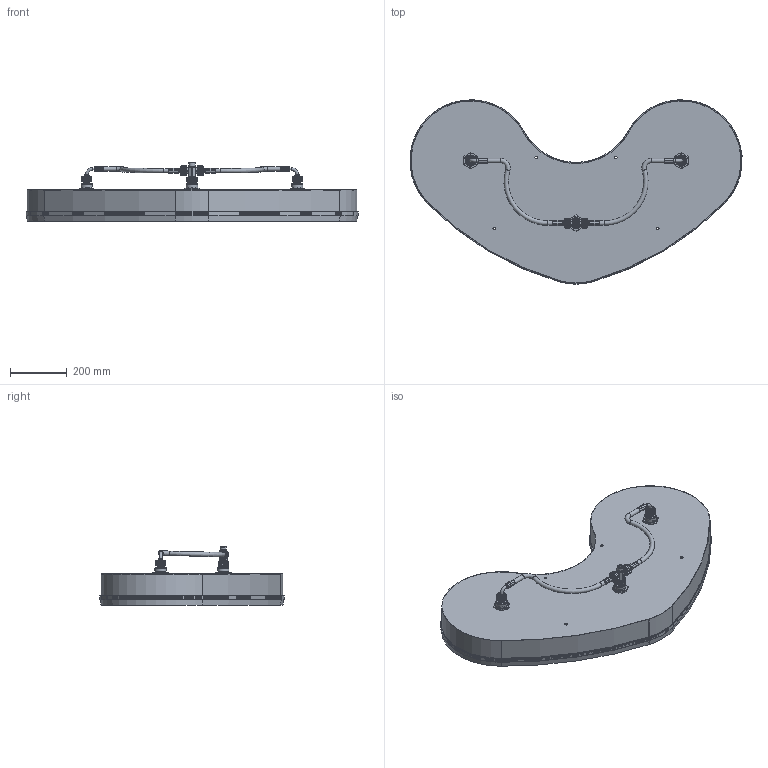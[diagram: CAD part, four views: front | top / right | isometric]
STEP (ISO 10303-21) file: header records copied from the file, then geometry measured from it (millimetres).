
FILE_DESCRIPTION(/* description */ ('Unknown'),/* implementation_level */ '2;1');
FILE_NAME(/* name */ 'Agrar 1200 Haube kpl.',/* time_stamp */ '2019-12-06T10:01:06+01:00',/* author */ ('Unknown'),/* organization */ ('Unknown'),/* preprocessor_version */ 'ST-DEVELOPER v16.7',/* originating_system */ 'DEX',/* authorisation */ $);
FILE_SCHEMA (('AUTOMOTIVE_DESIGN {1 0 10303 214 3 1 1}'));
Length unit declared in the file: millimetre
Products named in the file (1): Part2
Bounding box: 1167.33 x 648.37 x 205.5 mm (x, y, z)
Volume: 1974879.4 mm3; surface area: 2088647.8 mm2
Topology: 4 solids, 4 shells, 3989 faces, 9829 edges, 6213 vertices
Faces by surface type: plane 1575, bspline 929, cylinder 655, cone 477, torus 353
Full cylindrical faces by diameter (mm): 1.05 x6, 2.5 x6, 3.2 x9, 5.5 x4, 5.917 x3, 6 x8, 6.8 x6, 7 x3, 8 x4, 8.4 x2, 9 x10, 9.7 x6, 10 x5, 11 x6, 11.445 x14, 11.5 x3, 11.8 x6, 12 x2, 12.7 x6, 12.75 x3, 13.157 x12, 13.5 x3, 14 x6, 15 x6, 15.5 x4, 15.8 x4, 16 x6, 16.4 x4, 16.662 x3, 16.9 x3
Entity records: 159895 total; most frequent: CARTESIAN_POINT 50711, ORIENTED_EDGE 18264, DIRECTION 15418, EDGE_CURVE 9132, VERTEX_POINT 6042, AXIS2_PLACEMENT_3D 5805, FACE_BOUND 4972, EDGE_LOOP 4966
